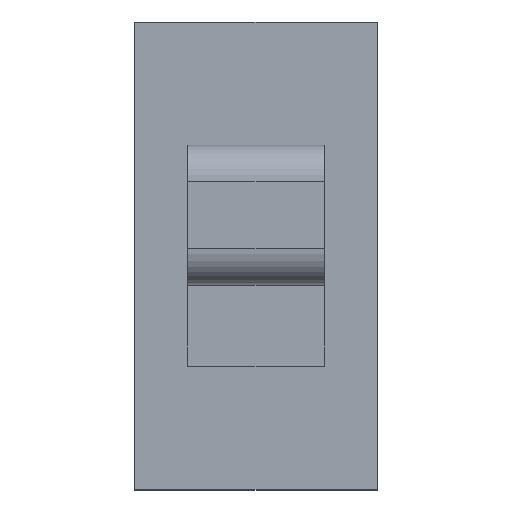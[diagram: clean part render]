
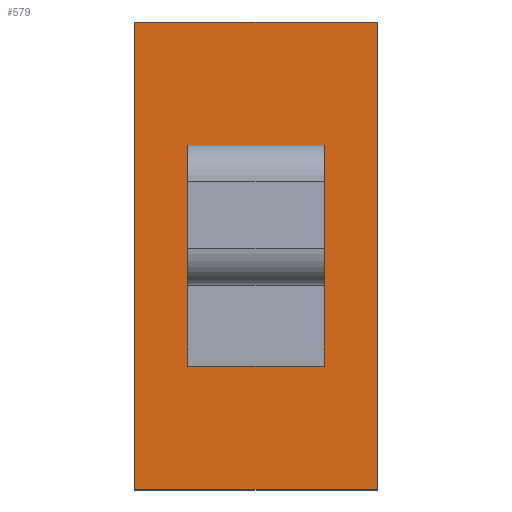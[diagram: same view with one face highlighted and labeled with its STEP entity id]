
A CAD part, top view. The second image highlights one B-rep face of the part: STEP entity #579.
In plain terms, the highlighted planar face has unit normal (0, 0, 1).
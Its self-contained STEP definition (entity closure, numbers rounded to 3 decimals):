
#19=FACE_BOUND('',#92,.T.);
#59=FACE_OUTER_BOUND('',#91,.T.);
#91=EDGE_LOOP('',(#493,#494,#495,#496));
#92=EDGE_LOOP('',(#497,#498,#499,#500,#501,#502));
#142=LINE('',#890,#214);
#147=LINE('',#897,#219);
#148=LINE('',#899,#220);
#149=LINE('',#903,#221);
#154=LINE('',#912,#226);
#155=LINE('',#914,#227);
#159=LINE('',#924,#231);
#162=LINE('',#930,#234);
#165=LINE('',#936,#237);
#168=LINE('',#940,#240);
#214=VECTOR('',#728,10.);
#219=VECTOR('',#735,10.);
#220=VECTOR('',#738,10.);
#221=VECTOR('',#743,10.);
#226=VECTOR('',#750,10.);
#227=VECTOR('',#753,10.);
#231=VECTOR('',#761,10.);
#234=VECTOR('',#766,10.);
#237=VECTOR('',#771,10.);
#240=VECTOR('',#776,10.);
#273=VERTEX_POINT('',#879);
#276=VERTEX_POINT('',#885);
#277=VERTEX_POINT('',#889);
#278=VERTEX_POINT('',#895);
#279=VERTEX_POINT('',#902);
#282=VERTEX_POINT('',#910);
#285=VERTEX_POINT('',#921);
#286=VERTEX_POINT('',#923);
#288=VERTEX_POINT('',#929);
#290=VERTEX_POINT('',#935);
#340=EDGE_CURVE('',#277,#276,#142,.T.);
#345=EDGE_CURVE('',#273,#278,#147,.T.);
#346=EDGE_CURVE('',#278,#277,#148,.T.);
#347=EDGE_CURVE('',#279,#273,#149,.T.);
#352=EDGE_CURVE('',#276,#282,#154,.T.);
#353=EDGE_CURVE('',#282,#279,#155,.T.);
#357=EDGE_CURVE('',#286,#285,#159,.T.);
#360=EDGE_CURVE('',#288,#286,#162,.T.);
#363=EDGE_CURVE('',#290,#288,#165,.T.);
#366=EDGE_CURVE('',#285,#290,#168,.T.);
#493=ORIENTED_EDGE('',*,*,#366,.T.);
#494=ORIENTED_EDGE('',*,*,#363,.T.);
#495=ORIENTED_EDGE('',*,*,#360,.T.);
#496=ORIENTED_EDGE('',*,*,#357,.T.);
#497=ORIENTED_EDGE('',*,*,#346,.T.);
#498=ORIENTED_EDGE('',*,*,#340,.T.);
#499=ORIENTED_EDGE('',*,*,#352,.T.);
#500=ORIENTED_EDGE('',*,*,#353,.T.);
#501=ORIENTED_EDGE('',*,*,#347,.T.);
#502=ORIENTED_EDGE('',*,*,#345,.T.);
#547=PLANE('',#630);
#579=ADVANCED_FACE('',(#59,#19),#547,.T.);
#630=AXIS2_PLACEMENT_3D('',#941,#777,#778);
#728=DIRECTION('',(0.,-1.,0.));
#735=DIRECTION('',(0.,1.,0.));
#738=DIRECTION('',(1.,0.,0.));
#743=DIRECTION('',(0.,1.,0.));
#750=DIRECTION('',(0.,-1.,0.));
#753=DIRECTION('',(-1.,0.,0.));
#761=DIRECTION('',(1.,0.,0.));
#766=DIRECTION('',(0.,-1.,0.));
#771=DIRECTION('',(-1.,0.,0.));
#776=DIRECTION('',(0.,1.,0.));
#777=DIRECTION('center_axis',(0.,0.,1.));
#778=DIRECTION('ref_axis',(1.,0.,0.));
#879=CARTESIAN_POINT('',(-1.85,-0.8,6.4));
#885=CARTESIAN_POINT('',(1.85,-0.8,6.4));
#889=CARTESIAN_POINT('',(1.85,3.,6.4));
#890=CARTESIAN_POINT('',(1.85,1.5,6.4));
#895=CARTESIAN_POINT('',(-1.85,3.,6.4));
#897=CARTESIAN_POINT('',(-1.85,-1.5,6.4));
#899=CARTESIAN_POINT('',(-0.925,3.,6.4));
#902=CARTESIAN_POINT('',(-1.85,-3.,6.4));
#903=CARTESIAN_POINT('',(-1.85,-1.5,6.4));
#910=CARTESIAN_POINT('',(1.85,-3.,6.4));
#912=CARTESIAN_POINT('',(1.85,1.5,6.4));
#914=CARTESIAN_POINT('',(0.925,-3.,6.4));
#921=CARTESIAN_POINT('',(3.3,-6.35,6.4));
#923=CARTESIAN_POINT('',(-3.3,-6.35,6.4));
#924=CARTESIAN_POINT('',(-3.3,-6.35,6.4));
#929=CARTESIAN_POINT('',(-3.3,6.35,6.4));
#930=CARTESIAN_POINT('',(-3.3,6.35,6.4));
#935=CARTESIAN_POINT('',(3.3,6.35,6.4));
#936=CARTESIAN_POINT('',(3.3,6.35,6.4));
#940=CARTESIAN_POINT('',(3.3,-6.35,6.4));
#941=CARTESIAN_POINT('Origin',(0.,0.,6.4));
